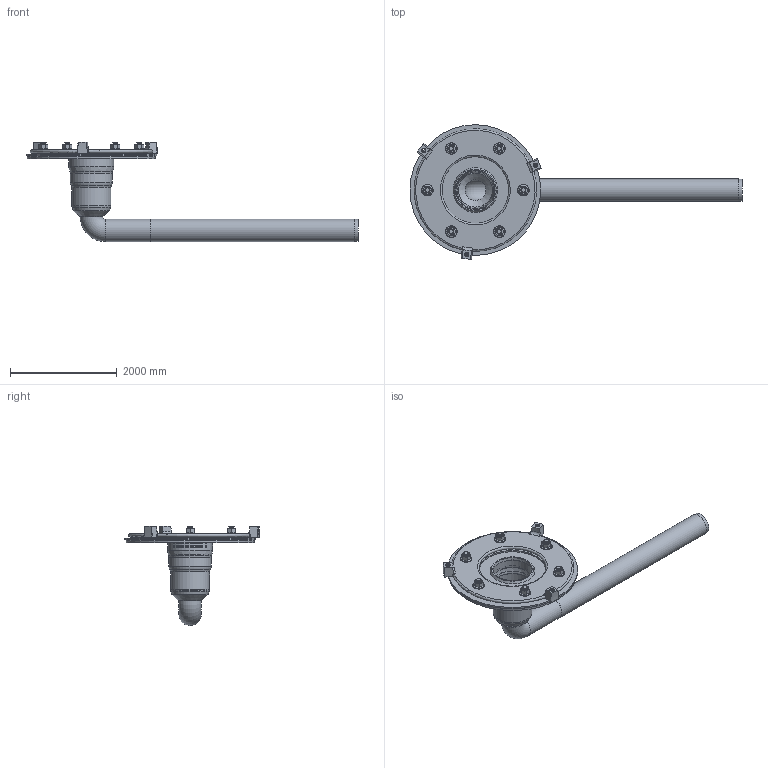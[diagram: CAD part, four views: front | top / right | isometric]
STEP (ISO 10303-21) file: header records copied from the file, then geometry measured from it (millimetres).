
FILE_DESCRIPTION(/* description */ (''),/* implementation_level */ '2;1');
FILE_NAME(/* name */ '05045.CA0X_3D.stp',/* time_stamp */ '2024-12-11T13:30:52+01:00',/* author */ ('CAD'),/* organization */ (''),/* preprocessor_version */ 'ST-DEVELOPER v20',/* originating_system */ 'AutoCAD Mechanical',/* authorisation */ '');
FILE_SCHEMA (('AUTOMOTIVE_DESIGN { 1 0 10303 214 3 1 1 }'));
Length unit declared in the file: centimetre
Products named in the file (2): Product; *S0
Assembly tree (1 placements, depth 2):
  Product
    *S0
Bounding box: 6225 x 2522.85 x 1860 mm (x, y, z)
Volume: 698993459.9 mm3; surface area: 44334855.1 mm2
Topology: 23 solids, 23 shells, 496 faces, 1043 edges, 607 vertices
Faces by surface type: cone 284, plane 104, cylinder 67, torus 26, bspline 15
Full cylindrical faces by diameter (mm): 55 x2, 70 x6, 80 x12, 83.76 x6, 130 x6, 160 x6, 390 x2, 420 x2, 698 x1, 730 x2, 760 x1, 785 x2, 792 x1, 800 x2, 810 x3, 842 x1, 1250 x1, 2400 x1, 2450 x1
Entity records: 15089 total; most frequent: CARTESIAN_POINT 4279, DIRECTION 2379, ORIENTED_EDGE 2086, EDGE_CURVE 1043, AXIS2_PLACEMENT_3D 1008, VERTEX_POINT 606, EDGE_LOOP 577, CIRCLE 506
